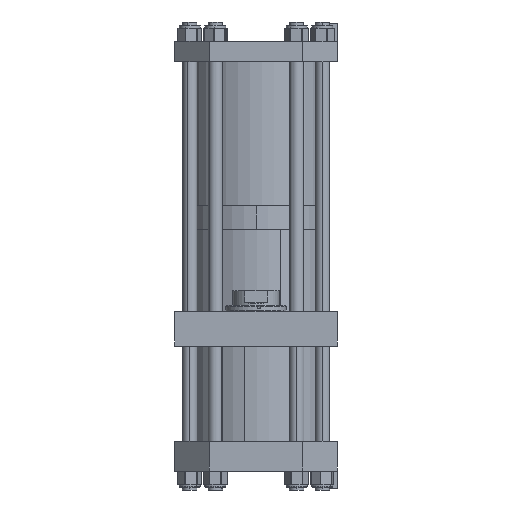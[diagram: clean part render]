
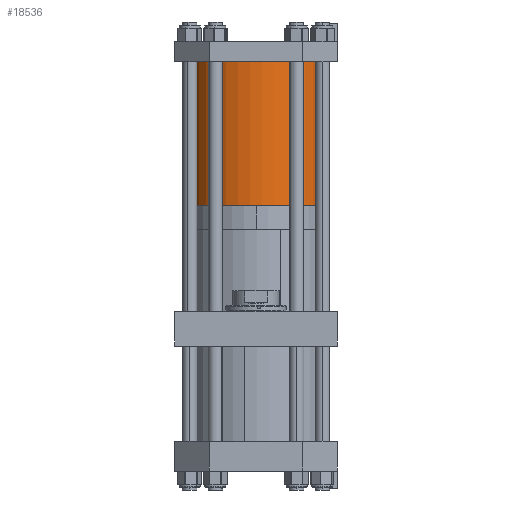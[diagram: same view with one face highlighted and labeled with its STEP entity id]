
A CAD part, left-side view. The second image highlights one B-rep face of the part: STEP entity #18536.
In plain terms, the highlighted cylindrical face has radius 152.4 mm (diameter 304.8 mm), a partial arc.
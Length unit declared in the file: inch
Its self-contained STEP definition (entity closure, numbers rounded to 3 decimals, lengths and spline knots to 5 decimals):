
#308 = AXIS2_PLACEMENT_3D ( 'NONE', #1523, #7533, #6182 ) ;
#808 = VERTEX_POINT ( 'NONE', #15488 ) ;
#1330 = CYLINDRICAL_SURFACE ( 'NONE', #308, 6. ) ;
#1523 = CARTESIAN_POINT ( 'NONE',  ( 0., 0., 12.407 ) ) ;
#2424 = ORIENTED_EDGE ( 'NONE', *, *, #16533, .T. ) ;
#2450 = CARTESIAN_POINT ( 'NONE',  ( 6., 0., 12.407 ) ) ;
#3114 = DIRECTION ( 'NONE',  ( 1., 0., 0. ) ) ;
#3165 = DIRECTION ( 'NONE',  ( 0., 0., -1. ) ) ;
#4258 = CARTESIAN_POINT ( 'NONE',  ( -6., 0., 0. ) ) ;
#4406 = CIRCLE ( 'NONE', #17453, 6. ) ;
#4697 = VECTOR ( 'NONE', #11536, 39.37008 ) ;
#5186 = EDGE_CURVE ( 'NONE', #808, #8901, #14722, .T. ) ;
#6010 = VERTEX_POINT ( 'NONE', #14219 ) ;
#6182 = DIRECTION ( 'NONE',  ( -1., 0., 0. ) ) ;
#7215 = DIRECTION ( 'NONE',  ( 0., 0., 1. ) ) ;
#7216 = CARTESIAN_POINT ( 'NONE',  ( -6., 0., 12.407 ) ) ;
#7533 = DIRECTION ( 'NONE',  ( 0., 0., -1. ) ) ;
#7664 = CARTESIAN_POINT ( 'NONE',  ( 0., 0., 12.407 ) ) ;
#8508 = CARTESIAN_POINT ( 'NONE',  ( 0., 0., 0. ) ) ;
#8901 = VERTEX_POINT ( 'NONE', #4258 ) ;
#11536 = DIRECTION ( 'NONE',  ( 0., 0., -1. ) ) ;
#11670 = DIRECTION ( 'NONE',  ( 1., 0., 0. ) ) ;
#12610 = AXIS2_PLACEMENT_3D ( 'NONE', #8508, #7215, #11670 ) ;
#12925 = ORIENTED_EDGE ( 'NONE', *, *, #16066, .F. ) ;
#13691 = ORIENTED_EDGE ( 'NONE', *, *, #18418, .F. ) ;
#14219 = CARTESIAN_POINT ( 'NONE',  ( 6., 0., 12.407 ) ) ;
#14488 = VECTOR ( 'NONE', #3165, 39.37008 ) ;
#14722 = CIRCLE ( 'NONE', #12610, 6. ) ;
#14747 = LINE ( 'NONE', #18044, #14488 ) ;
#15405 = LINE ( 'NONE', #2450, #4697 ) ;
#15488 = CARTESIAN_POINT ( 'NONE',  ( 6., 0., 0. ) ) ;
#15654 = EDGE_LOOP ( 'NONE', ( #13691, #2424, #17948, #12925 ) ) ;
#16066 = EDGE_CURVE ( 'NONE', #18389, #8901, #14747, .T. ) ;
#16533 = EDGE_CURVE ( 'NONE', #6010, #808, #15405, .T. ) ;
#17453 = AXIS2_PLACEMENT_3D ( 'NONE', #7664, #17867, #3114 ) ;
#17705 = FACE_OUTER_BOUND ( 'NONE', #15654, .T. ) ;
#17867 = DIRECTION ( 'NONE',  ( 0., 0., 1. ) ) ;
#17948 = ORIENTED_EDGE ( 'NONE', *, *, #5186, .T. ) ;
#18044 = CARTESIAN_POINT ( 'NONE',  ( -6., 0., 12.407 ) ) ;
#18389 = VERTEX_POINT ( 'NONE', #7216 ) ;
#18418 = EDGE_CURVE ( 'NONE', #6010, #18389, #4406, .T. ) ;
#18536 = ADVANCED_FACE ( 'NONE', ( #17705 ), #1330, .T. ) ;
